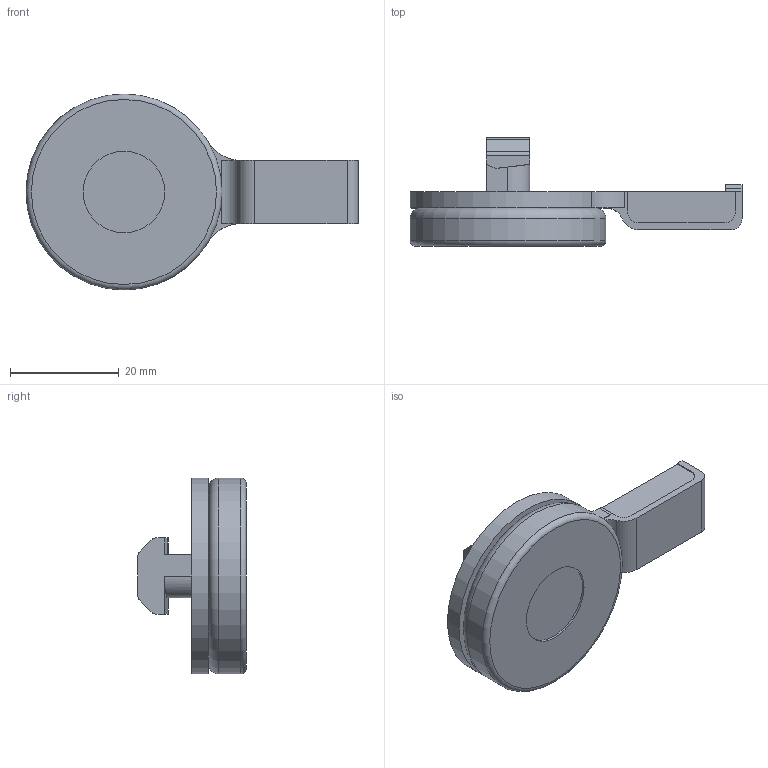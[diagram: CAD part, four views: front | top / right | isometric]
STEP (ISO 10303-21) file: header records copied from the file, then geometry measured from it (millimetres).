
FILE_DESCRIPTION(/* description */ ('KriTec Nut-Direktfuß 8 Raster 40'),/* implementation_level */ '2;1');
FILE_NAME(/* name */ '13617_KriTec_Nut_Direktfuss_8_Raster_40.stp',/* time_stamp */ '2019-11-29T10:02:59+01:00',/* author */ ('Steiner'),/* organization */ (''),/* preprocessor_version */ 'ST-DEVELOPER v17',/* originating_system */ 'Autodesk Inventor 2018',/* authorisation */ ' ');
FILE_SCHEMA (('AUTOMOTIVE_DESIGN { 1 0 10303 214 3 1 1 }'));
Length unit declared in the file: millimetre
Products named in the file (1): 13617_KriTec_Nut_Direktfuss_8_Raster_40
Bounding box: 61 x 19.9 x 36 mm (x, y, z)
Volume: 12065.8 mm3; surface area: 4928.6 mm2
Topology: 1 solids, 1 shells, 60 faces, 169 edges, 114 vertices
Faces by surface type: plane 33, cylinder 25, torus 2
Full cylindrical faces by diameter (mm): 15 x1, 36 x1
Entity records: 2016 total; most frequent: CARTESIAN_POINT 354, DIRECTION 348, ORIENTED_EDGE 338, EDGE_CURVE 169, AXIS2_PLACEMENT_3D 120, VERTEX_POINT 114, LINE 108, VECTOR 108
